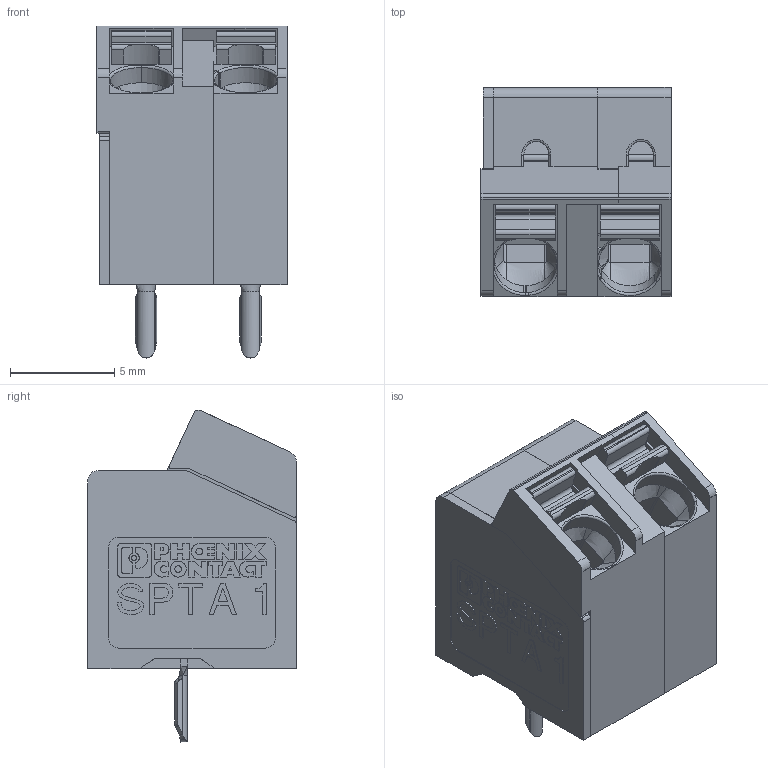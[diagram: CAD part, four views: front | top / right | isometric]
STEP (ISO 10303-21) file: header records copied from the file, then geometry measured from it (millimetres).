
FILE_DESCRIPTION(('STEP AP214'),'1');
FILE_NAME('cctmp_A1F02E9C-3D86-4170-9D7F-2F4634C7388A_2023_02_13_12_32_24_0112_6352..stp','2023-02-13T12:32:24',('PHOENIX CONTACT Deutschland GmbH'),('CADClick - www.CADClick.com'),'Spatial InterOp 3D',' ','unknown authorization');
FILE_SCHEMA(('AUTOMOTIVE_DESIGN'));
Length unit declared in the file: millimetre
Products named in the file (8): 2023_02_13_12_32_23_0768; 2023_02_13_12_32_24_0112; 2023_02_13_12_32_24_0096; 2023_02_13_12_32_24_0065; 2023_02_13_12_32_24_0049; 2023_02_13_12_32_24_0034; 2023_02_13_12_32_24_0018; 2023_02_13_12_32_24_0002
Assembly tree (7 placements, depth 2):
  2023_02_13_12_32_23_0768
    2023_02_13_12_32_24_0112
    2023_02_13_12_32_24_0096
    2023_02_13_12_32_24_0065
    2023_02_13_12_32_24_0049
    2023_02_13_12_32_24_0034
    2023_02_13_12_32_24_0018
    2023_02_13_12_32_24_0002
Bounding box: 9.1 x 10 x 15.9 mm (x, y, z)
Volume: 856.2 mm3; surface area: 1331.3 mm2
Topology: 7 solids, 8 shells, 883 faces, 2378 edges, 1552 vertices
Faces by surface type: plane 499, cylinder 231, bspline 67, torus 54, cone 32
Entity records: 60319 total; most frequent: CARTESIAN_POINT 13628, ORIENTED_EDGE 4750, STYLED_ITEM 4384, PRESENTATION_STYLE_ASSIGNMENT 4384, COLOUR_RGB 4384, DIRECTION 4345, EDGE_CURVE 2374, CURVE_STYLE 2230
